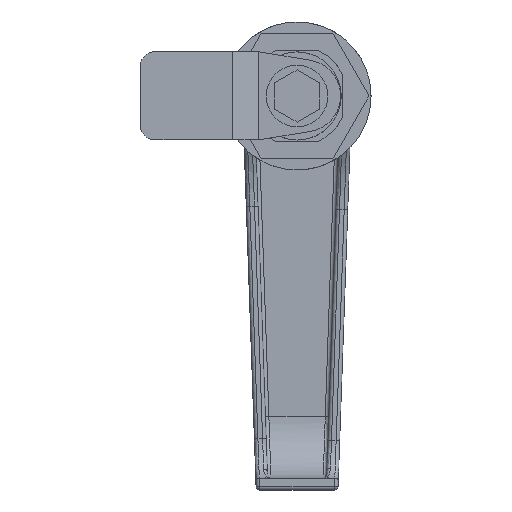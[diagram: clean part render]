
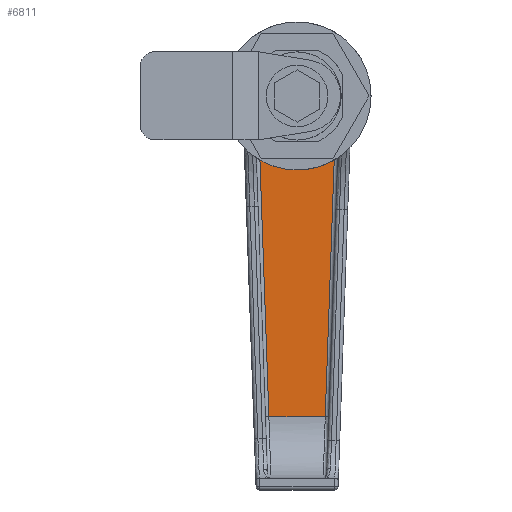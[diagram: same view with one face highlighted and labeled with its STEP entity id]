
A CAD part, front view. The second image highlights one B-rep face of the part: STEP entity #6811.
In plain terms, the highlighted planar face has unit normal (0, -1, 0).
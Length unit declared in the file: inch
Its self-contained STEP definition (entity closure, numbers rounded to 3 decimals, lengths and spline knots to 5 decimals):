
#104 = CARTESIAN_POINT ( 'NONE',  ( 0.16301, 1.4, -0.46763 ) ) ;
#125 = CARTESIAN_POINT ( 'NONE',  ( 0.31157, 1.4, -0.38489 ) ) ;
#203 = CARTESIAN_POINT ( 'NONE',  ( 0.25653, 1.4, -0.42334 ) ) ;
#268 = EDGE_CURVE ( 'NONE', #7127, #6628, #5325, .T. ) ;
#500 = CARTESIAN_POINT ( 'NONE',  ( -0.23985, 1.4, -2.73071 ) ) ;
#585 = CARTESIAN_POINT ( 'NONE',  ( -0.08325, 1.4, -0.48796 ) ) ;
#633 = CARTESIAN_POINT ( 'NONE',  ( -0.30106, 1.4, -0.3939 ) ) ;
#662 = CARTESIAN_POINT ( 'NONE',  ( 0.1804, 1.4, -0.46096 ) ) ;
#689 = CARTESIAN_POINT ( 'NONE',  ( 0.26088, 1.4, -0.42067 ) ) ;
#750 = FACE_OUTER_BOUND ( 'NONE', #5398, .T. ) ;
#758 = CARTESIAN_POINT ( 'NONE',  ( 0.20049, 1.4, -0.45268 ) ) ;
#826 = CARTESIAN_POINT ( 'NONE',  ( 0., 1.4, -0.495 ) ) ;
#938 = CARTESIAN_POINT ( 'NONE',  ( -0.32208, 1.4, -0.37589 ) ) ;
#987 = ORIENTED_EDGE ( 'NONE', *, *, #2112, .T. ) ;
#989 = ORIENTED_EDGE ( 'NONE', *, *, #4009, .T. ) ;
#1035 = CARTESIAN_POINT ( 'NONE',  ( 0., 1.4, -0.495 ) ) ;
#1129 = CARTESIAN_POINT ( 'NONE',  ( -0.17532, 1.4, -0.46292 ) ) ;
#1162 = VERTEX_POINT ( 'NONE', #6407 ) ;
#1234 = CARTESIAN_POINT ( 'NONE',  ( 0.0305, 1.4, -0.495 ) ) ;
#1301 = CARTESIAN_POINT ( 'NONE',  ( 0.10545, 1.4, -0.48365 ) ) ;
#1440 = VECTOR ( 'NONE', #4252, 39.37008 ) ;
#1687 = CARTESIAN_POINT ( 'NONE',  ( -0.24403, 1.4, -0.43069 ) ) ;
#1722 = DIRECTION ( 'NONE',  ( 0., 0., -1. ) ) ;
#1840 = DIRECTION ( 'NONE',  ( 0.035, 0., -0.999 ) ) ;
#1942 = ORIENTED_EDGE ( 'NONE', *, *, #6994, .T. ) ;
#2031 = CARTESIAN_POINT ( 'NONE',  ( 0.23985, 1.4, -2.73071 ) ) ;
#2036 = LINE ( 'NONE', #4806, #2545 ) ;
#2112 = EDGE_CURVE ( 'NONE', #1162, #3477, #2886, .T. ) ;
#2185 = CARTESIAN_POINT ( 'NONE',  ( -0.15233, 1.4, -0.47109 ) ) ;
#2277 = DIRECTION ( 'NONE',  ( 0., -1., 0. ) ) ;
#2393 = CARTESIAN_POINT ( 'NONE',  ( 0.26529, 1.4, -0.41794 ) ) ;
#2545 = VECTOR ( 'NONE', #3717, 39.37008 ) ;
#2696 = CARTESIAN_POINT ( 'NONE',  ( -0.16999, 1.4, -0.4649 ) ) ;
#2717 = CARTESIAN_POINT ( 'NONE',  ( -0.19056, 1.4, -0.45708 ) ) ;
#2764 = CARTESIAN_POINT ( 'NONE',  ( -0.07573, 1.4, -0.48919 ) ) ;
#2769 = PLANE ( 'NONE',  #5863 ) ;
#2834 = CARTESIAN_POINT ( 'NONE',  ( -0.21046, 1.4, -0.44844 ) ) ;
#2883 = CARTESIAN_POINT ( 'NONE',  ( 0.25794, 1.4, -0.42249 ) ) ;
#2886 = LINE ( 'NONE', #2031, #1440 ) ;
#2926 = CARTESIAN_POINT ( 'NONE',  ( 0.32208, 1.4, -0.37589 ) ) ;
#2959 = VERTEX_POINT ( 'NONE', #500 ) ;
#3441 = CARTESIAN_POINT ( 'NONE',  ( 0.18881, 1.4, -0.4576 ) ) ;
#3477 = VERTEX_POINT ( 'NONE', #6367 ) ;
#3485 = CARTESIAN_POINT ( 'NONE',  ( 0.27544, 1.4, -0.41139 ) ) ;
#3533 = B_SPLINE_CURVE_WITH_KNOTS ( 'NONE', 3,
 ( #2926, #125, #4053, #3485, #2393, #689, #2883, #203, #5599, #5648, #758, #3441, #5094, #662, #4595, #104, #4529, #3998, #1301, #3959, #6747, #4506, #1234, #5694 ),
 .UNSPECIFIED., .F., .F.,
 ( 4, 1, 1, 1, 2, 2, 1, 1, 1, 2, 2, 1, 1, 2, 2, 4 ),
 ( 0., 0.0625, 0.09375, 0.10937, 0.11719, 0.125, 0.1875, 0.21875, 0.23438, 0.24219, 0.25, 0.3125, 0.34375, 0.35938, 0.375, 0.5 ),
 .UNSPECIFIED. ) ;
#3717 = DIRECTION ( 'NONE',  ( 1., 0., 0. ) ) ;
#3905 = VECTOR ( 'NONE', #1840, 39.37008 ) ;
#3959 = CARTESIAN_POINT ( 'NONE',  ( 0.09812, 1.4, -0.48519 ) ) ;
#3998 = CARTESIAN_POINT ( 'NONE',  ( 0.11641, 1.4, -0.48122 ) ) ;
#4009 = EDGE_CURVE ( 'NONE', #2959, #1162, #2036, .T. ) ;
#4053 = CARTESIAN_POINT ( 'NONE',  ( 0.29531, 1.4, -0.39769 ) ) ;
#4252 = DIRECTION ( 'NONE',  ( 0.035, 0., 0.999 ) ) ;
#4355 = CARTESIAN_POINT ( 'NONE',  ( -0.08707, 1.4, -0.4873 ) ) ;
#4426 = CARTESIAN_POINT ( 'NONE',  ( -0.10549, 1.4, -0.48386 ) ) ;
#4500 = CARTESIAN_POINT ( 'NONE',  ( -0.25186, 1.4, -0.42614 ) ) ;
#4506 = CARTESIAN_POINT ( 'NONE',  ( 0.06078, 1.4, -0.4922 ) ) ;
#4529 = CARTESIAN_POINT ( 'NONE',  ( 0.14173, 1.4, -0.47469 ) ) ;
#4595 = CARTESIAN_POINT ( 'NONE',  ( 0.17876, 1.4, -0.4616 ) ) ;
#4806 = CARTESIAN_POINT ( 'NONE',  ( 0.465, 1.4, -2.73071 ) ) ;
#4905 = CARTESIAN_POINT ( 'NONE',  ( -0.12733, 1.4, -0.47876 ) ) ;
#4981 = CARTESIAN_POINT ( 'NONE',  ( -0.24874, 1.4, -0.42797 ) ) ;
#5094 = CARTESIAN_POINT ( 'NONE',  ( 0.18377, 1.4, -0.45963 ) ) ;
#5325 = B_SPLINE_CURVE_WITH_KNOTS ( 'NONE', 3,
 ( #1035, #5423, #6512, #6050, #2764, #585, #4355, #4426, #4905, #2185, #6007, #2696, #6533, #1129, #2717, #2834, #6649, #1687, #4981, #4500, #5549, #6127, #633, #6676 ),
 .UNSPECIFIED., .F., .F.,
 ( 4, 1, 1, 2, 2, 1, 1, 1, 2, 2, 1, 1, 1, 2, 2, 4 ),
 ( 0.5, 0.5625, 0.59375, 0.60938, 0.625, 0.6875, 0.71875, 0.73438, 0.74219, 0.75, 0.8125, 0.84375, 0.85938, 0.86719, 0.875, 1. ),
 .UNSPECIFIED. ) ;
#5398 = EDGE_LOOP ( 'NONE', ( #6766, #989, #987, #1942, #6321 ) ) ;
#5423 = CARTESIAN_POINT ( 'NONE',  ( -0.01525, 1.4, -0.495 ) ) ;
#5512 = EDGE_CURVE ( 'NONE', #6628, #2959, #6046, .T. ) ;
#5549 = CARTESIAN_POINT ( 'NONE',  ( -0.2535, 1.4, -0.42517 ) ) ;
#5599 = CARTESIAN_POINT ( 'NONE',  ( 0.24255, 1.4, -0.43175 ) ) ;
#5648 = CARTESIAN_POINT ( 'NONE',  ( 0.22348, 1.4, -0.4421 ) ) ;
#5694 = CARTESIAN_POINT ( 'NONE',  ( 0., 1.4, -0.495 ) ) ;
#5863 = AXIS2_PLACEMENT_3D ( 'NONE', #6580, #2277, #1722 ) ;
#6007 = CARTESIAN_POINT ( 'NONE',  ( -0.16471, 1.4, -0.46682 ) ) ;
#6046 = LINE ( 'NONE', #6253, #3905 ) ;
#6050 = CARTESIAN_POINT ( 'NONE',  ( -0.06445, 1.4, -0.49089 ) ) ;
#6127 = CARTESIAN_POINT ( 'NONE',  ( -0.27869, 1.4, -0.41003 ) ) ;
#6253 = CARTESIAN_POINT ( 'NONE',  ( -0.32208, 1.4, -0.37589 ) ) ;
#6321 = ORIENTED_EDGE ( 'NONE', *, *, #268, .T. ) ;
#6367 = CARTESIAN_POINT ( 'NONE',  ( 0.32208, 1.4, -0.37589 ) ) ;
#6407 = CARTESIAN_POINT ( 'NONE',  ( 0.23985, 1.4, -2.73071 ) ) ;
#6512 = CARTESIAN_POINT ( 'NONE',  ( -0.03803, 1.4, -0.49395 ) ) ;
#6533 = CARTESIAN_POINT ( 'NONE',  ( -0.17351, 1.4, -0.4636 ) ) ;
#6580 = CARTESIAN_POINT ( 'NONE',  ( 0.465, 1.4, 0. ) ) ;
#6628 = VERTEX_POINT ( 'NONE', #938 ) ;
#6649 = CARTESIAN_POINT ( 'NONE',  ( -0.23296, 1.4, -0.43686 ) ) ;
#6676 = CARTESIAN_POINT ( 'NONE',  ( -0.32208, 1.4, -0.37589 ) ) ;
#6747 = CARTESIAN_POINT ( 'NONE',  ( 0.0945, 1.4, -0.48591 ) ) ;
#6766 = ORIENTED_EDGE ( 'NONE', *, *, #5512, .T. ) ;
#6811 = ADVANCED_FACE ( 'NONE', ( #750 ), #2769, .T. ) ;
#6994 = EDGE_CURVE ( 'NONE', #3477, #7127, #3533, .T. ) ;
#7127 = VERTEX_POINT ( 'NONE', #826 ) ;
